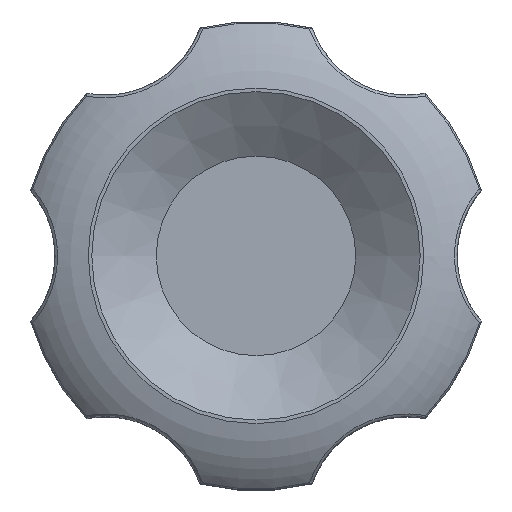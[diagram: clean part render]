
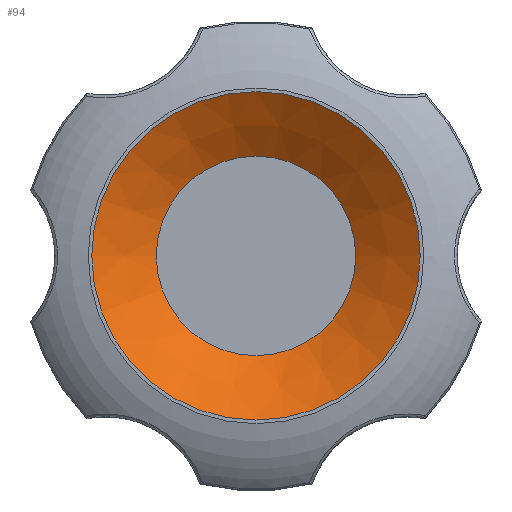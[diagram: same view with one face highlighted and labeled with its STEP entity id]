
A CAD part, top view. The second image highlights one B-rep face of the part: STEP entity #94.
In plain terms, the highlighted conical face has half-angle 55.359 degrees and reference radius 7 mm.
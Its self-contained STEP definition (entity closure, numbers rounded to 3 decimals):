
#94 = ADVANCED_FACE( '', ( #232, #233 ), #234, .F. );
#232 = FACE_BOUND( '', #624, .T. );
#233 = FACE_OUTER_BOUND( '', #625, .T. );
#234 = CONICAL_SURFACE( '', #626, 7., 0.966 );
#624 = EDGE_LOOP( '', ( #3070 ) );
#625 = EDGE_LOOP( '', ( #3071 ) );
#626 = AXIS2_PLACEMENT_3D( '', #3072, #3073, #3074 );
#3070 = ORIENTED_EDGE( '', *, *, #3491, .F. );
#3071 = ORIENTED_EDGE( '', *, *, #3492, .T. );
#3072 = CARTESIAN_POINT( '', ( 0., 0., 20. ) );
#3073 = DIRECTION( '', ( 0., 0., 1. ) );
#3074 = DIRECTION( '', ( 1., 0., 0. ) );
#3491 = EDGE_CURVE( '', #3701, #3701, #3702, .T. );
#3492 = EDGE_CURVE( '', #3703, #3703, #3704, .T. );
#3701 = VERTEX_POINT( '', #4363 );
#3702 = CIRCLE( '', #4364, 4.25 );
#3703 = VERTEX_POINT( '', #4365 );
#3704 = CIRCLE( '', #4366, 7. );
#4363 = CARTESIAN_POINT( '', ( 4.25, 0., 18.1 ) );
#4364 = AXIS2_PLACEMENT_3D( '', #6256, #6257, #6258 );
#4365 = CARTESIAN_POINT( '', ( 7., 0., 20. ) );
#4366 = AXIS2_PLACEMENT_3D( '', #6259, #6260, #6261 );
#6256 = CARTESIAN_POINT( '', ( 0., 0., 18.1 ) );
#6257 = DIRECTION( '', ( 0., 0., 1. ) );
#6258 = DIRECTION( '', ( 1., 0., 0. ) );
#6259 = CARTESIAN_POINT( '', ( 0., 0., 20. ) );
#6260 = DIRECTION( '', ( 0., 0., 1. ) );
#6261 = DIRECTION( '', ( 1., 0., 0. ) );
